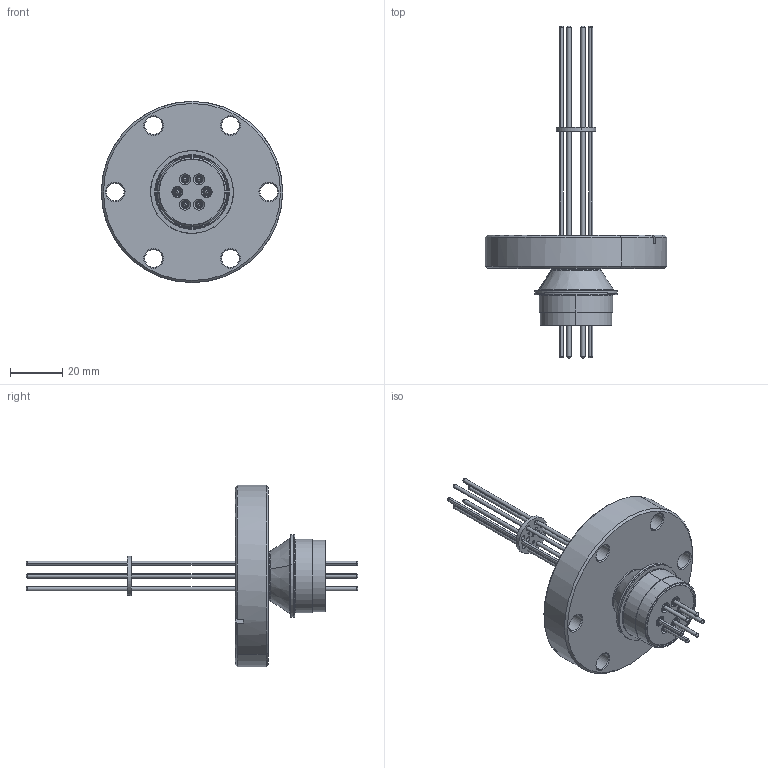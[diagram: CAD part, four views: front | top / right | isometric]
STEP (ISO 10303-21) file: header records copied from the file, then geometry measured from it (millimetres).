
FILE_DESCRIPTION (( 'STEP AP203' ), '1' );
FILE_NAME ('10235-03-CF.STEP', '2025-10-08T16:59:31', ( '' ), ( '' ), 'SwSTEP 2.0', 'SolidWorks 2023', '' );
FILE_SCHEMA (( 'CONFIG_CONTROL_DESIGN' ));
Length unit declared in the file: inch
Products named in the file (9): 11387_01; 26843_01; 06600_22; 10391_01; 10235-03-CF; 10700_03; 25603_02; 03116_01; 11388_01
Assembly tree (18 placements, depth 3):
  10235-03-CF
    10391_01
      25603_02
      10700_03
      03116_01
      11388_01  x6
      11387_01  x6
    26843_01
    06600_22
Bounding box: 69.34 x 127 x 69.34 mm (x, y, z)
Volume: 46139.5 mm3; surface area: 25325.5 mm2
Topology: 20 solids, 20 shells, 320 faces, 688 edges, 411 vertices
Faces by surface type: cylinder 140, cone 101, plane 49, torus 30
Entity records: 7884 total; most frequent: DIRECTION 1325, CARTESIAN_POINT 1105, ORIENTED_EDGE 1036, AXIS2_PLACEMENT_3D 563, EDGE_CURVE 518, VERTEX_POINT 311, CIRCLE 311, EDGE_LOOP 299
